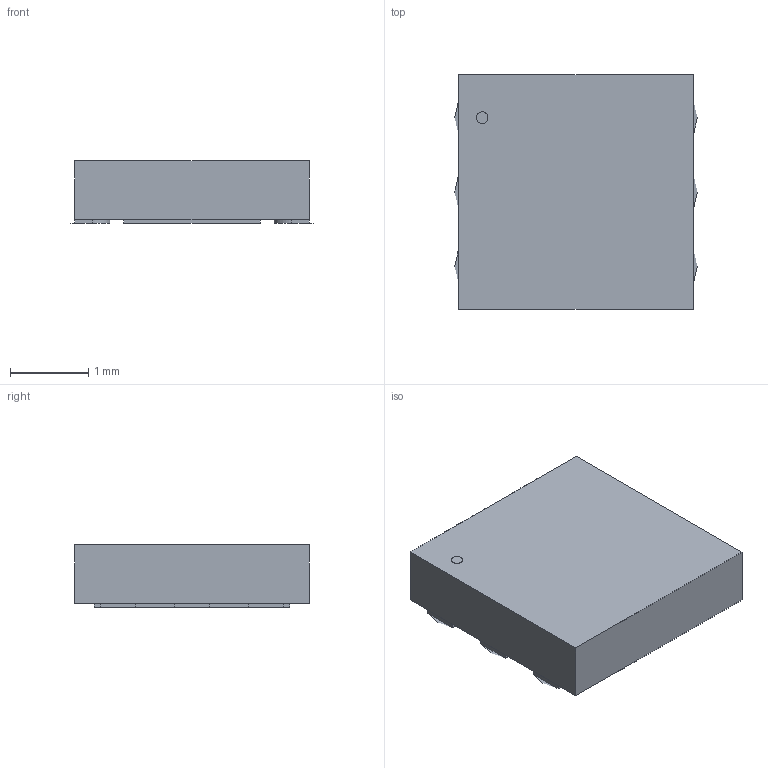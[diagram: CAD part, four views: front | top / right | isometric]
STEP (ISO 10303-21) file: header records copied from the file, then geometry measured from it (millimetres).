
FILE_DESCRIPTION(('STEP AP214'),'1');
FILE_NAME('DFN6_3X3_STM','2025-03-01T09:04:03',(''),(''),'','','');
FILE_SCHEMA(('AUTOMOTIVE_DESIGN'));
Length unit declared in the file: millimetre
Products named in the file (1): product
Bounding box: 3.1 x 3 x 0.8 mm (x, y, z)
Volume: 7 mm3; surface area: 39 mm2
Topology: 9 solids, 15 shells, 69 faces, 135 edges, 72 vertices
Faces by surface type: plane 62, cylinder 7
Full cylindrical faces by diameter (mm): 0.15 x1
Entity records: 1681 total; most frequent: ORIENTED_EDGE 268, DIRECTION 260, CARTESIAN_POINT 157, EDGE_CURVE 116, LINE 102, VECTOR 102, AXIS2_PLACEMENT_3D 79, VERTEX_POINT 78
